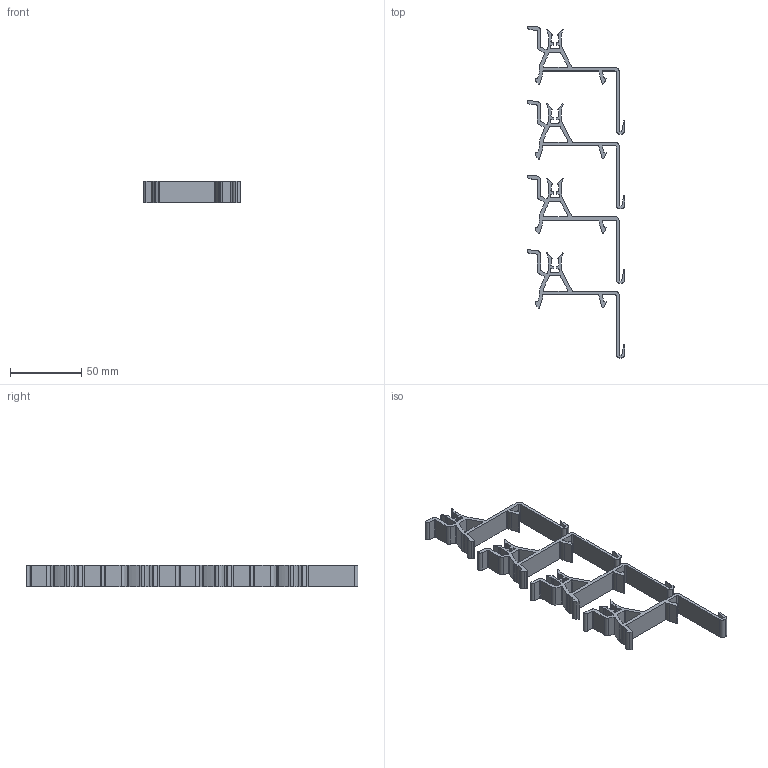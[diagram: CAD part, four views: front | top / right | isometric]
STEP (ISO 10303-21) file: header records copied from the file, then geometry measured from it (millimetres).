
FILE_DESCRIPTION(/* description */ (''),/* implementation_level */ '2;1');
FILE_NAME(/* name */ 'GJ10530BP.stp',/* time_stamp */ '2019-08-23T11:13:10+02:00',/* author */ ('WG'),/* organization */ (''),/* preprocessor_version */ 'ST-DEVELOPER v17.2',/* originating_system */ 'Autodesk Inventor 2019',/* authorisation */ '');
FILE_SCHEMA (('AUTOMOTIVE_DESIGN { 1 0 10303 214 3 1 1 }'));
Length unit declared in the file: millimetre
Products named in the file (2): GJ10530BP; 22863consult101115
Assembly tree (4 placements, depth 2):
  GJ10530BP
    22863consult101115  x4
Bounding box: 68.41 x 233.67 x 15 mm (x, y, z)
Volume: 30299 mm3; surface area: 30379.4 mm2
Topology: 4 solids, 4 shells, 460 faces, 1356 edges, 904 vertices
Faces by surface type: plane 232, cylinder 228
Entity records: 3962 total; most frequent: DIRECTION 695, CARTESIAN_POINT 686, ORIENTED_EDGE 678, EDGE_CURVE 339, AXIS2_PLACEMENT_3D 235, VERTEX_POINT 226, LINE 225, VECTOR 225
